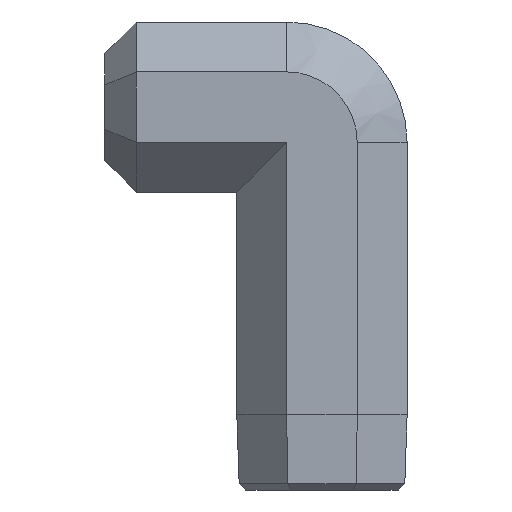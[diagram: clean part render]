
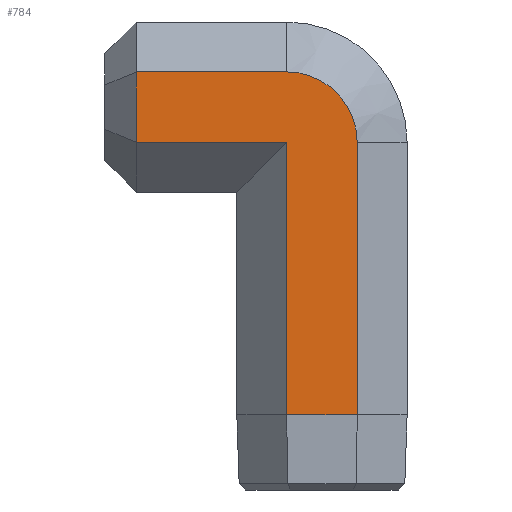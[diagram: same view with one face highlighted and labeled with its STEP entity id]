
A CAD part, left-side view. The second image highlights one B-rep face of the part: STEP entity #784.
In plain terms, the highlighted planar face has unit normal (-1, 0, 0).
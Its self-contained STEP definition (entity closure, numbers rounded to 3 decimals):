
#98 = B_SPLINE_SURFACE_WITH_KNOTS('',1,1,(
    (#99,#100)
    ,(#101,#102
    )),.UNSPECIFIED.,.F.,.F.,.F.,(2,2),(2,2),(0.,5.625),(0.,1.)
  ,.PIECEWISE_BEZIER_KNOTS.);
#99 = CARTESIAN_POINT('',(-6.606,-0.077,
    -30.033));
#100 = CARTESIAN_POINT('',(-6.791,0.,
    -24.533));
#101 = CARTESIAN_POINT('',(-6.606,-5.549,
    -30.033));
#102 = CARTESIAN_POINT('',(-6.791,-5.625,
    -24.533));
#372 = VERTEX_POINT('',#373);
#373 = CARTESIAN_POINT('',(-6.791,-5.625,
    -24.533));
#393 = EDGE_CURVE('',#394,#372,#396,.T.);
#394 = VERTEX_POINT('',#395);
#395 = CARTESIAN_POINT('',(-6.791,0.,
    -24.533));
#396 = SURFACE_CURVE('',#397,(#401,#408),.PCURVE_S1.);
#397 = LINE('',#398,#399);
#398 = CARTESIAN_POINT('',(-6.791,0.,
    -24.533));
#399 = VECTOR('',#400,1.);
#400 = DIRECTION('',(0.,-1.,0.));
#401 = PCURVE('',#98,#402);
#402 = DEFINITIONAL_REPRESENTATION('',(#403),#407);
#403 = LINE('',#404,#405);
#404 = CARTESIAN_POINT('',(0.,1.));
#405 = VECTOR('',#406,1.);
#406 = DIRECTION('',(1.,0.));
#407 = ( GEOMETRIC_REPRESENTATION_CONTEXT(2) 
PARAMETRIC_REPRESENTATION_CONTEXT() REPRESENTATION_CONTEXT('2D SPACE',''
  ) );
#408 = PCURVE('',#409,#414);
#409 = PLANE('',#410);
#410 = AXIS2_PLACEMENT_3D('',#411,#412,#413);
#411 = CARTESIAN_POINT('',(-6.791,0.,
    -2.813));
#412 = DIRECTION('',(-1.,0.,0.));
#413 = DIRECTION('',(0.,-1.,0.));
#414 = DEFINITIONAL_REPRESENTATION('',(#415),#419);
#415 = LINE('',#416,#417);
#416 = CARTESIAN_POINT('',(0.,-21.72));
#417 = VECTOR('',#418,1.);
#418 = DIRECTION('',(1.,0.));
#419 = ( GEOMETRIC_REPRESENTATION_CONTEXT(2) 
PARAMETRIC_REPRESENTATION_CONTEXT() REPRESENTATION_CONTEXT('2D SPACE',''
  ) );
#772 = PLANE('',#773);
#773 = AXIS2_PLACEMENT_3D('',#774,#775,#776);
#774 = CARTESIAN_POINT('',(-6.791,-5.625,
    -2.813));
#775 = DIRECTION('',(-0.707,-0.707,0.));
#776 = DIRECTION('',(0.707,-0.707,0.));
#784 = ADVANCED_FACE('',(#785),#409,.T.);
#785 = FACE_BOUND('',#786,.T.);
#786 = EDGE_LOOP('',(#787,#815,#816,#839,#872,#900,#927));
#787 = ORIENTED_EDGE('',*,*,#788,.T.);
#788 = EDGE_CURVE('',#789,#394,#791,.T.);
#789 = VERTEX_POINT('',#790);
#790 = CARTESIAN_POINT('',(-6.791,0.,
    -2.813));
#791 = SURFACE_CURVE('',#792,(#796,#803),.PCURVE_S1.);
#792 = LINE('',#793,#794);
#793 = CARTESIAN_POINT('',(-6.791,0.,
    -2.813));
#794 = VECTOR('',#795,1.);
#795 = DIRECTION('',(-0.,-0.,-1.));
#796 = PCURVE('',#409,#797);
#797 = DEFINITIONAL_REPRESENTATION('',(#798),#802);
#798 = LINE('',#799,#800);
#799 = CARTESIAN_POINT('',(0.,0.));
#800 = VECTOR('',#801,1.);
#801 = DIRECTION('',(0.,-1.));
#802 = ( GEOMETRIC_REPRESENTATION_CONTEXT(2) 
PARAMETRIC_REPRESENTATION_CONTEXT() REPRESENTATION_CONTEXT('2D SPACE',''
  ) );
#803 = PCURVE('',#804,#809);
#804 = PLANE('',#805);
#805 = AXIS2_PLACEMENT_3D('',#806,#807,#808);
#806 = CARTESIAN_POINT('',(-2.813,3.978,
    -2.813));
#807 = DIRECTION('',(-0.707,0.707,0.));
#808 = DIRECTION('',(-0.707,-0.707,0.));
#809 = DEFINITIONAL_REPRESENTATION('',(#810),#814);
#810 = LINE('',#811,#812);
#811 = CARTESIAN_POINT('',(5.625,0.));
#812 = VECTOR('',#813,1.);
#813 = DIRECTION('',(0.,-1.));
#814 = ( GEOMETRIC_REPRESENTATION_CONTEXT(2) 
PARAMETRIC_REPRESENTATION_CONTEXT() REPRESENTATION_CONTEXT('2D SPACE',''
  ) );
#815 = ORIENTED_EDGE('',*,*,#393,.T.);
#816 = ORIENTED_EDGE('',*,*,#817,.F.);
#817 = EDGE_CURVE('',#818,#372,#820,.T.);
#818 = VERTEX_POINT('',#819);
#819 = CARTESIAN_POINT('',(-6.791,-5.625,
    -2.813));
#820 = SURFACE_CURVE('',#821,(#825,#832),.PCURVE_S1.);
#821 = LINE('',#822,#823);
#822 = CARTESIAN_POINT('',(-6.791,-5.625,
    -2.813));
#823 = VECTOR('',#824,1.);
#824 = DIRECTION('',(-0.,-0.,-1.));
#825 = PCURVE('',#409,#826);
#826 = DEFINITIONAL_REPRESENTATION('',(#827),#831);
#827 = LINE('',#828,#829);
#828 = CARTESIAN_POINT('',(5.625,0.));
#829 = VECTOR('',#830,1.);
#830 = DIRECTION('',(0.,-1.));
#831 = ( GEOMETRIC_REPRESENTATION_CONTEXT(2) 
PARAMETRIC_REPRESENTATION_CONTEXT() REPRESENTATION_CONTEXT('2D SPACE',''
  ) );
#832 = PCURVE('',#772,#833);
#833 = DEFINITIONAL_REPRESENTATION('',(#834),#838);
#834 = LINE('',#835,#836);
#835 = CARTESIAN_POINT('',(0.,0.));
#836 = VECTOR('',#837,1.);
#837 = DIRECTION('',(0.,-1.));
#838 = ( GEOMETRIC_REPRESENTATION_CONTEXT(2) 
PARAMETRIC_REPRESENTATION_CONTEXT() REPRESENTATION_CONTEXT('2D SPACE',''
  ) );
#839 = ORIENTED_EDGE('',*,*,#840,.F.);
#840 = EDGE_CURVE('',#841,#818,#843,.T.);
#841 = VERTEX_POINT('',#842);
#842 = CARTESIAN_POINT('',(-6.791,0.,2.813));
#843 = SURFACE_CURVE('',#844,(#849,#860),.PCURVE_S1.);
#844 = CIRCLE('',#845,5.625);
#845 = AXIS2_PLACEMENT_3D('',#846,#847,#848);
#846 = CARTESIAN_POINT('',(-6.791,0.,-2.813));
#847 = DIRECTION('',(1.,0.,-0.));
#848 = DIRECTION('',(0.,0.,1.));
#849 = PCURVE('',#409,#850);
#850 = DEFINITIONAL_REPRESENTATION('',(#851),#859);
#851 = ( BOUNDED_CURVE() B_SPLINE_CURVE(2,(#852,#853,#854,#855,#856,#857
,#858),.UNSPECIFIED.,.T.,.F.) B_SPLINE_CURVE_WITH_KNOTS((1,2,2,2,2,1),(
    -2.094,0.,2.094,4.189,6.283,
8.378),.UNSPECIFIED.) CURVE() GEOMETRIC_REPRESENTATION_ITEM() 
RATIONAL_B_SPLINE_CURVE((1.,0.5,1.,0.5,1.,0.5,1.)) REPRESENTATION_ITEM(
  '') );
#852 = CARTESIAN_POINT('',(0.,5.625));
#853 = CARTESIAN_POINT('',(9.744,5.625));
#854 = CARTESIAN_POINT('',(4.872,-2.813));
#855 = CARTESIAN_POINT('',(0.,-11.251));
#856 = CARTESIAN_POINT('',(-4.872,-2.813));
#857 = CARTESIAN_POINT('',(-9.744,5.625));
#858 = CARTESIAN_POINT('',(0.,5.625));
#859 = ( GEOMETRIC_REPRESENTATION_CONTEXT(2) 
PARAMETRIC_REPRESENTATION_CONTEXT() REPRESENTATION_CONTEXT('2D SPACE',''
  ) );
#860 = PCURVE('',#861,#866);
#861 = CONICAL_SURFACE('',#862,9.603,0.785);
#862 = AXIS2_PLACEMENT_3D('',#863,#864,#865);
#863 = CARTESIAN_POINT('',(-2.813,0.,-2.813));
#864 = DIRECTION('',(1.,0.,0.));
#865 = DIRECTION('',(0.,0.,1.));
#866 = DEFINITIONAL_REPRESENTATION('',(#867),#871);
#867 = LINE('',#868,#869);
#868 = CARTESIAN_POINT('',(0.,-3.978));
#869 = VECTOR('',#870,1.);
#870 = DIRECTION('',(1.,-0.));
#871 = ( GEOMETRIC_REPRESENTATION_CONTEXT(2) 
PARAMETRIC_REPRESENTATION_CONTEXT() REPRESENTATION_CONTEXT('2D SPACE',''
  ) );
#872 = ORIENTED_EDGE('',*,*,#873,.T.);
#873 = EDGE_CURVE('',#841,#874,#876,.T.);
#874 = VERTEX_POINT('',#875);
#875 = CARTESIAN_POINT('',(-6.791,12.,2.813));
#876 = SURFACE_CURVE('',#877,(#881,#888),.PCURVE_S1.);
#877 = LINE('',#878,#879);
#878 = CARTESIAN_POINT('',(-6.791,0.,2.813));
#879 = VECTOR('',#880,1.);
#880 = DIRECTION('',(-0.,1.,-0.));
#881 = PCURVE('',#409,#882);
#882 = DEFINITIONAL_REPRESENTATION('',(#883),#887);
#883 = LINE('',#884,#885);
#884 = CARTESIAN_POINT('',(0.,5.625));
#885 = VECTOR('',#886,1.);
#886 = DIRECTION('',(-1.,0.));
#887 = ( GEOMETRIC_REPRESENTATION_CONTEXT(2) 
PARAMETRIC_REPRESENTATION_CONTEXT() REPRESENTATION_CONTEXT('2D SPACE',''
  ) );
#888 = PCURVE('',#889,#894);
#889 = PLANE('',#890);
#890 = AXIS2_PLACEMENT_3D('',#891,#892,#893);
#891 = CARTESIAN_POINT('',(-2.813,0.,6.791));
#892 = DIRECTION('',(-0.707,0.,0.707));
#893 = DIRECTION('',(-0.707,0.,-0.707));
#894 = DEFINITIONAL_REPRESENTATION('',(#895),#899);
#895 = LINE('',#896,#897);
#896 = CARTESIAN_POINT('',(5.625,0.));
#897 = VECTOR('',#898,1.);
#898 = DIRECTION('',(0.,-1.));
#899 = ( GEOMETRIC_REPRESENTATION_CONTEXT(2) 
PARAMETRIC_REPRESENTATION_CONTEXT() REPRESENTATION_CONTEXT('2D SPACE',''
  ) );
#900 = ORIENTED_EDGE('',*,*,#901,.T.);
#901 = EDGE_CURVE('',#874,#902,#904,.T.);
#902 = VERTEX_POINT('',#903);
#903 = CARTESIAN_POINT('',(-6.791,12.,-2.813));
#904 = SURFACE_CURVE('',#905,(#909,#916),.PCURVE_S1.);
#905 = LINE('',#906,#907);
#906 = CARTESIAN_POINT('',(-6.791,12.,2.813));
#907 = VECTOR('',#908,1.);
#908 = DIRECTION('',(0.,0.,-1.));
#909 = PCURVE('',#409,#910);
#910 = DEFINITIONAL_REPRESENTATION('',(#911),#915);
#911 = LINE('',#912,#913);
#912 = CARTESIAN_POINT('',(-12.,5.625));
#913 = VECTOR('',#914,1.);
#914 = DIRECTION('',(0.,-1.));
#915 = ( GEOMETRIC_REPRESENTATION_CONTEXT(2) 
PARAMETRIC_REPRESENTATION_CONTEXT() REPRESENTATION_CONTEXT('2D SPACE',''
  ) );
#916 = PCURVE('',#917,#922);
#917 = B_SPLINE_SURFACE_WITH_KNOTS('',1,1,(
    (#918,#919)
    ,(#920,#921
    )),.UNSPECIFIED.,.F.,.F.,.F.,(2,2),(2,2),(0.,5.625),(0.,1.)
  ,.PIECEWISE_BEZIER_KNOTS.);
#918 = CARTESIAN_POINT('',(-6.791,12.,2.813));
#919 = CARTESIAN_POINT('',(-4.25,14.5,1.76));
#920 = CARTESIAN_POINT('',(-6.791,12.,-2.813));
#921 = CARTESIAN_POINT('',(-4.25,14.5,-1.76));
#922 = DEFINITIONAL_REPRESENTATION('',(#923),#926);
#923 = B_SPLINE_CURVE_WITH_KNOTS('',1,(#924,#925),.UNSPECIFIED.,.F.,.F.,
  (2,2),(0.,5.625),.PIECEWISE_BEZIER_KNOTS.);
#924 = CARTESIAN_POINT('',(0.,0.));
#925 = CARTESIAN_POINT('',(5.625,0.));
#926 = ( GEOMETRIC_REPRESENTATION_CONTEXT(2) 
PARAMETRIC_REPRESENTATION_CONTEXT() REPRESENTATION_CONTEXT('2D SPACE',''
  ) );
#927 = ORIENTED_EDGE('',*,*,#928,.F.);
#928 = EDGE_CURVE('',#789,#902,#929,.T.);
#929 = SURFACE_CURVE('',#930,(#934,#941),.PCURVE_S1.);
#930 = LINE('',#931,#932);
#931 = CARTESIAN_POINT('',(-6.791,0.,-2.813));
#932 = VECTOR('',#933,1.);
#933 = DIRECTION('',(-0.,1.,-0.));
#934 = PCURVE('',#409,#935);
#935 = DEFINITIONAL_REPRESENTATION('',(#936),#940);
#936 = LINE('',#937,#938);
#937 = CARTESIAN_POINT('',(0.,0.));
#938 = VECTOR('',#939,1.);
#939 = DIRECTION('',(-1.,0.));
#940 = ( GEOMETRIC_REPRESENTATION_CONTEXT(2) 
PARAMETRIC_REPRESENTATION_CONTEXT() REPRESENTATION_CONTEXT('2D SPACE',''
  ) );
#941 = PCURVE('',#942,#947);
#942 = PLANE('',#943);
#943 = AXIS2_PLACEMENT_3D('',#944,#945,#946);
#944 = CARTESIAN_POINT('',(-6.791,0.,-2.813));
#945 = DIRECTION('',(-0.707,-0.,-0.707));
#946 = DIRECTION('',(0.707,0.,-0.707));
#947 = DEFINITIONAL_REPRESENTATION('',(#948),#952);
#948 = LINE('',#949,#950);
#949 = CARTESIAN_POINT('',(0.,0.));
#950 = VECTOR('',#951,1.);
#951 = DIRECTION('',(0.,-1.));
#952 = ( GEOMETRIC_REPRESENTATION_CONTEXT(2) 
PARAMETRIC_REPRESENTATION_CONTEXT() REPRESENTATION_CONTEXT('2D SPACE',''
  ) );
